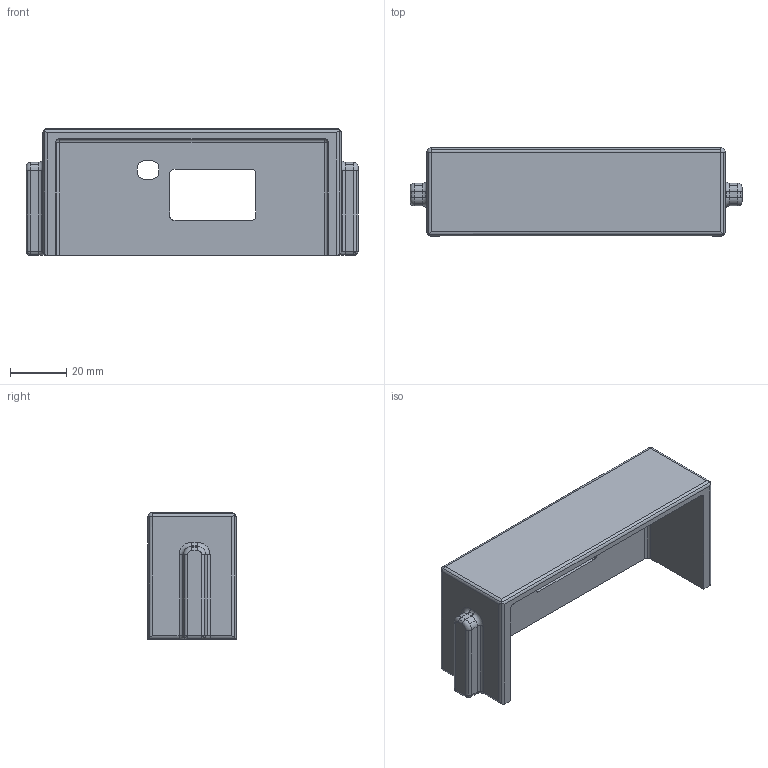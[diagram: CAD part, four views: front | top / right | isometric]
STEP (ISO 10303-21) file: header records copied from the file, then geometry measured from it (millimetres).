
FILE_DESCRIPTION(('STEP AP214'),'1');
FILE_NAME('Over_cover.stp','2025-05-24T17:58:08',(' '),(' '),'Spatial InterOp 3D',' ',' ');
FILE_SCHEMA(('AUTOMOTIVE_DESIGN { 1 0 10303 214 1 1 1 1 }'));
Length unit declared in the file: metre
Products named in the file (1): Over_cover
Bounding box: 118 x 31.3 x 45 mm (x, y, z)
Volume: 37601.9 mm3; surface area: 20788.2 mm2
Topology: 1 solids, 1 shells, 144 faces, 368 edges, 214 vertices
Faces by surface type: cylinder 94, plane 26, sphere 12, torus 12
Entity records: 4303 total; most frequent: DIRECTION 836, CARTESIAN_POINT 715, ORIENTED_EDGE 712, EDGE_CURVE 356, AXIS2_PLACEMENT_3D 335, VERTEX_POINT 214, CIRCLE 176, LINE 166
